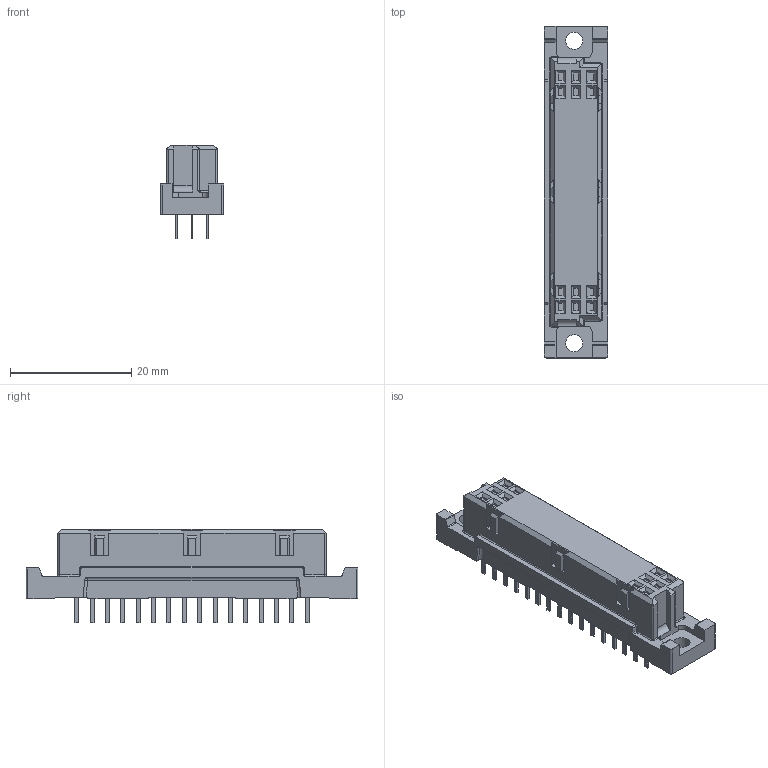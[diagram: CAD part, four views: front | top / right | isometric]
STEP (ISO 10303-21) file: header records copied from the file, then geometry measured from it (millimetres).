
FILE_DESCRIPTION(/* description */ (''),/* implementation_level */ '2;1');
FILE_NAME(/* name */ 'ERNI_254895.stp',/* time_stamp */ '2015-05-21T12:01:21+02:00',/* author */ ('admchouv'),/* organization */ ('ERNI Electronics GmbH'),/* preprocessor_version */ 'ST-DEVELOPER v15.5',/* originating_system */ 'AutoCAD Mechanical',/* authorisation */ '');
FILE_SCHEMA (('AUTOMOTIVE_DESIGN { 1 0 10303 214 3 1 1 }'));
Length unit declared in the file: millimetre
Products named in the file (1): Product
Bounding box: 10.5 x 54.86 x 15.45 mm (x, y, z)
Volume: 4459.5 mm3; surface area: 3177.2 mm2
Topology: 49 solids, 49 shells, 650 faces, 1520 edges, 976 vertices
Faces by surface type: plane 556, cylinder 76, torus 10, sphere 8
Full cylindrical faces by diameter (mm): 2.8 x2
Entity records: 18137 total; most frequent: CARTESIAN_POINT 3155, ORIENTED_EDGE 3020, DIRECTION 2976, EDGE_CURVE 1510, LINE 1342, VECTOR 1342, VERTEX_POINT 976, AXIS2_PLACEMENT_3D 817
